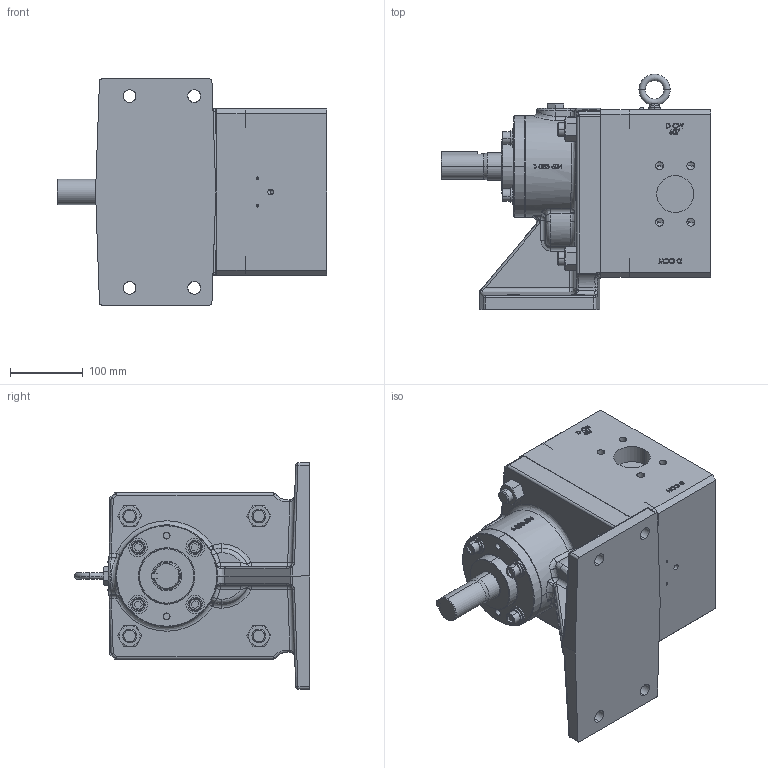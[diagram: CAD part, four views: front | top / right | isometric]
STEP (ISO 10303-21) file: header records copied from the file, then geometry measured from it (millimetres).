
FILE_DESCRIPTION (( 'STEP AP214' ), '1' );
FILE_NAME ('GPV-1415-023-U.STEP', '2018-10-31T18:02:44', ( '' ), ( '' ), 'SwSTEP 2.0', 'SolidWorks 2017', '' );
FILE_SCHEMA (( 'AUTOMOTIVE_DESIGN' ));
Length unit declared in the file: inch
Products named in the file (1): GPV-1415-023-U
Bounding box: 371.63 x 323.85 x 311.15 mm (x, y, z)
Volume: 12753289.6 mm3; surface area: 555609.5 mm2
Topology: 1 solids, 1 shells, 1772 faces, 4421 edges, 2859 vertices
Faces by surface type: plane 995, bspline 397, cylinder 239, cone 103, sphere 30, torus 8
Entity records: 88592 total; most frequent: CARTESIAN_POINT 35552, ORIENTED_EDGE 8790, DIRECTION 6747, EDGE_CURVE 4395, VECTOR 2875, LINE 2875, VERTEX_POINT 2859, EDGE_LOOP 2026
